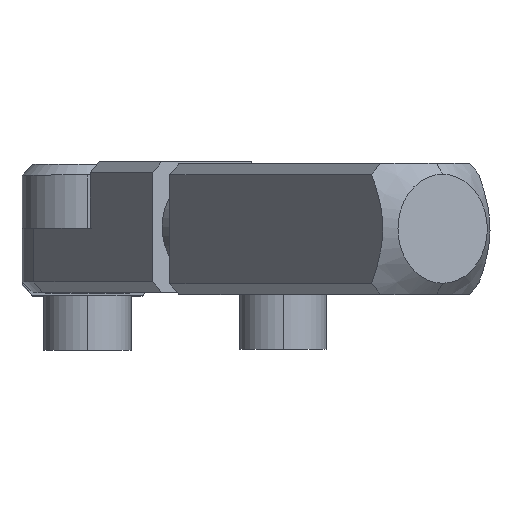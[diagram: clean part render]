
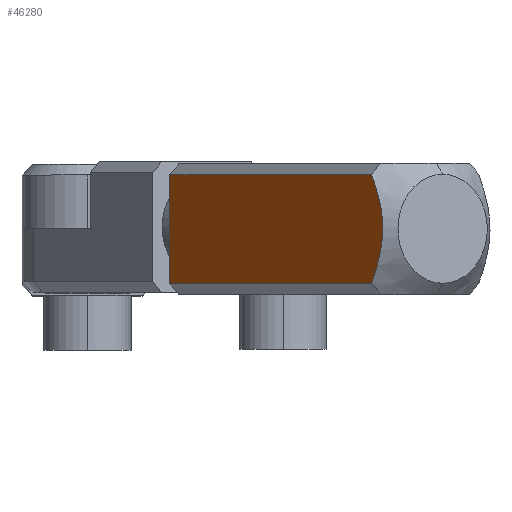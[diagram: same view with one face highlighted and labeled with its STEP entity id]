
A CAD part, top view. The second image highlights one B-rep face of the part: STEP entity #46280.
In plain terms, the highlighted face is planar.
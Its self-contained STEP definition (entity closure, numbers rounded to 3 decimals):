
#24610=CARTESIAN_POINT('',(29.909,6.,6.));
#24620=DIRECTION('',(-1.,0.,0.));
#24630=DIRECTION('',(0.,0.,1.));
#24640=AXIS2_PLACEMENT_3D('',#24610,#24620,#24630);
#24650=CONICAL_SURFACE('',#24640,10.091,0.785);
#26270=CARTESIAN_POINT('',(32.19,12.,1.));
#26280=VERTEX_POINT('',#26270);
#26310=CARTESIAN_POINT('',(17.5,12.,1.));
#26320=DIRECTION('',(-1.,0.,0.));
#26330=VECTOR('',#26320,1.);
#26340=LINE('',#26310,#26330);
#26350=CARTESIAN_POINT('',(0.,12.,1.));
#26360=VERTEX_POINT('',#26350);
#26370=EDGE_CURVE('',#26280,#26360,#26340,.T.);
#29290=CARTESIAN_POINT('',(0.,12.,11.));
#29300=VERTEX_POINT('',#29290);
#29330=CARTESIAN_POINT('',(0.,12.,11.));
#29340=DIRECTION('',(1.,0.,0.));
#29350=VECTOR('',#29340,1.);
#29360=LINE('',#29330,#29350);
#29370=CARTESIAN_POINT('',(32.19,12.,11.));
#29380=VERTEX_POINT('',#29370);
#29390=EDGE_CURVE('',#29300,#29380,#29360,.T.);
#44940=CARTESIAN_POINT('',(0.,12.,0.));
#44950=DIRECTION('',(-0.,1.,0.));
#44960=DIRECTION('',(1.,0.,0.));
#44970=AXIS2_PLACEMENT_3D('',#44940,#44950,#44960);
#44980=PLANE('',#44970);
#44990=CARTESIAN_POINT('',(0.,12.,0.));
#45000=DIRECTION('',(0.,0.,1.));
#45010=VECTOR('',#45000,1.);
#45020=LINE('',#44990,#45010);
#45030=EDGE_CURVE('',#26360,#29300,#45020,.T.);
#45040=ORIENTED_EDGE('',*,*,#45030,.T.);
#45050=ORIENTED_EDGE('',*,*,#26370,.T.);
#45060=CARTESIAN_POINT('',(32.19,12.,11.));
#45070=CARTESIAN_POINT('',(32.25,12.,10.906));
#45080=CARTESIAN_POINT('',(32.31,12.,10.811));
#45090=CARTESIAN_POINT('',(32.369,12.,10.715));
#45100=CARTESIAN_POINT('',(32.428,12.,10.62));
#45110=CARTESIAN_POINT('',(32.486,12.,10.524));
#45120=CARTESIAN_POINT('',(32.544,12.,10.427));
#45130=CARTESIAN_POINT('',(32.601,12.,10.33));
#45140=CARTESIAN_POINT('',(32.658,12.,10.233));
#45150=CARTESIAN_POINT('',(32.713,12.,10.135));
#45160=CARTESIAN_POINT('',(32.769,12.,10.037));
#45170=CARTESIAN_POINT('',(32.823,12.,9.938));
#45180=CARTESIAN_POINT('',(32.877,12.,9.839));
#45190=CARTESIAN_POINT('',(32.93,12.,9.74));
#45200=CARTESIAN_POINT('',(32.983,12.,9.64));
#45210=CARTESIAN_POINT('',(33.034,12.,9.54));
#45220=CARTESIAN_POINT('',(33.085,12.,9.44));
#45230=CARTESIAN_POINT('',(33.134,12.,9.339));
#45240=CARTESIAN_POINT('',(33.182,12.,9.237));
#45250=CARTESIAN_POINT('',(33.231,12.,9.135));
#45260=CARTESIAN_POINT('',(33.277,12.,9.033));
#45270=CARTESIAN_POINT('',(33.323,12.,8.93));
#45280=CARTESIAN_POINT('',(33.368,12.,8.828));
#45290=CARTESIAN_POINT('',(33.411,12.,8.724));
#45300=CARTESIAN_POINT('',(33.453,12.,8.62));
#45310=CARTESIAN_POINT('',(33.495,12.,8.516));
#45320=CARTESIAN_POINT('',(33.534,12.,8.411));
#45330=CARTESIAN_POINT('',(33.572,12.,8.306));
#45340=CARTESIAN_POINT('',(33.61,12.,8.201));
#45350=CARTESIAN_POINT('',(33.646,12.,8.094));
#45360=CARTESIAN_POINT('',(33.679,12.,7.988));
#45370=CARTESIAN_POINT('',(33.713,12.,7.881));
#45380=CARTESIAN_POINT('',(33.744,12.,7.774));
#45390=CARTESIAN_POINT('',(33.773,12.,7.665));
#45400=CARTESIAN_POINT('',(33.802,12.,7.557));
#45410=CARTESIAN_POINT('',(33.829,12.,7.448));
#45420=CARTESIAN_POINT('',(33.853,12.,7.338));
#45430=CARTESIAN_POINT('',(33.865,12.,7.283));
#45440=CARTESIAN_POINT('',(33.876,12.,7.228));
#45450=CARTESIAN_POINT('',(33.886,12.,7.173));
#45460=CARTESIAN_POINT('',(33.897,12.,7.117));
#45470=CARTESIAN_POINT('',(33.907,12.,7.062));
#45480=CARTESIAN_POINT('',(33.916,12.,7.006));
#45490=CARTESIAN_POINT('',(33.925,12.,6.951));
#45500=CARTESIAN_POINT('',(33.934,12.,6.895));
#45510=CARTESIAN_POINT('',(33.942,12.,6.839));
#45520=CARTESIAN_POINT('',(33.949,12.,6.783));
#45530=CARTESIAN_POINT('',(33.956,12.,6.727));
#45540=CARTESIAN_POINT('',(33.963,12.,6.671));
#45550=CARTESIAN_POINT('',(33.969,12.,6.614));
#45560=CARTESIAN_POINT('',(33.974,12.,6.558));
#45570=CARTESIAN_POINT('',(33.979,12.,6.502));
#45580=CARTESIAN_POINT('',(33.984,12.,6.446));
#45590=CARTESIAN_POINT('',(33.988,12.,
6.389));
#45600=CARTESIAN_POINT('',(33.991,12.,
6.333));
#45610=CARTESIAN_POINT('',(33.994,12.,
6.276));
#45620=CARTESIAN_POINT('',(33.996,12.,
6.22));
#45630=CARTESIAN_POINT('',(33.998,12.,
6.164));
#45640=CARTESIAN_POINT('',(33.999,12.,
6.107));
#45650=CARTESIAN_POINT('',(34.,12.,
6.051));
#45660=CARTESIAN_POINT('',(34.,12.,
5.994));
#45670=CARTESIAN_POINT('',(34.,12.,
5.938));
#45680=CARTESIAN_POINT('',(33.999,12.,5.882));
#45690=CARTESIAN_POINT('',(33.997,12.,5.825));
#45700=CARTESIAN_POINT('',(33.996,12.,5.769));
#45710=CARTESIAN_POINT('',(33.993,12.,5.713));
#45720=CARTESIAN_POINT('',(33.99,12.,5.657));
#45730=CARTESIAN_POINT('',(33.987,12.,5.601));
#45740=CARTESIAN_POINT('',(33.983,12.,5.545));
#45750=CARTESIAN_POINT('',(33.978,12.,5.489));
#45760=CARTESIAN_POINT('',(33.973,12.,5.433));
#45770=CARTESIAN_POINT('',(33.968,12.,5.377));
#45780=CARTESIAN_POINT('',(33.962,12.,5.321));
#45790=CARTESIAN_POINT('',(33.949,12.,5.21));
#45800=CARTESIAN_POINT('',(33.934,12.,5.099));
#45810=CARTESIAN_POINT('',(33.915,12.,4.989));
#45820=CARTESIAN_POINT('',(33.897,12.,4.878));
#45830=CARTESIAN_POINT('',(33.876,12.,4.768));
#45840=CARTESIAN_POINT('',(33.852,12.,4.659));
#45850=CARTESIAN_POINT('',(33.828,12.,4.549));
#45860=CARTESIAN_POINT('',(33.801,12.,4.44));
#45870=CARTESIAN_POINT('',(33.772,12.,4.331));
#45880=CARTESIAN_POINT('',(33.743,12.,4.223));
#45890=CARTESIAN_POINT('',(33.712,12.,4.115));
#45900=CARTESIAN_POINT('',(33.678,12.,4.007));
#45910=CARTESIAN_POINT('',(33.644,12.,3.9));
#45920=CARTESIAN_POINT('',(33.608,12.,3.793));
#45930=CARTESIAN_POINT('',(33.57,12.,3.687));
#45940=CARTESIAN_POINT('',(33.532,12.,3.581));
#45950=CARTESIAN_POINT('',(33.491,12.,3.476));
#45960=CARTESIAN_POINT('',(33.45,12.,3.372));
#45970=CARTESIAN_POINT('',(33.408,12.,3.267));
#45980=CARTESIAN_POINT('',(33.364,12.,3.163));
#45990=CARTESIAN_POINT('',(33.319,12.,3.061));
#46000=CARTESIAN_POINT('',(33.274,12.,2.958));
#46010=CARTESIAN_POINT('',(33.227,12.,
2.856));
#46020=CARTESIAN_POINT('',(33.179,12.,
2.755));
#46030=CARTESIAN_POINT('',(33.131,12.,
2.654));
#46040=CARTESIAN_POINT('',(33.081,12.,2.554));
#46050=CARTESIAN_POINT('',(33.031,12.,2.454));
#46060=CARTESIAN_POINT('',(32.98,12.,2.354));
#46070=CARTESIAN_POINT('',(32.928,12.,2.255));
#46080=CARTESIAN_POINT('',(32.875,12.,2.157));
#46090=CARTESIAN_POINT('',(32.822,12.,2.058));
#46100=CARTESIAN_POINT('',(32.767,12.,1.96));
#46110=CARTESIAN_POINT('',(32.712,12.,1.863));
#46120=CARTESIAN_POINT('',(32.657,12.,1.766));
#46130=CARTESIAN_POINT('',(32.6,12.,1.669));
#46140=CARTESIAN_POINT('',(32.543,12.,1.572));
#46150=CARTESIAN_POINT('',(32.486,12.,1.476));
#46160=CARTESIAN_POINT('',(32.428,12.,1.38));
#46170=CARTESIAN_POINT('',(32.369,12.,1.285));
#46180=CARTESIAN_POINT('',(32.31,12.,1.189));
#46190=CARTESIAN_POINT('',(32.25,12.,1.094));
#46200=CARTESIAN_POINT('',(32.19,12.,1.));
#46210=B_SPLINE_CURVE_WITH_KNOTS('',3,(#45060,#45070,#45080,#45090,
#45100,#45110,#45120,#45130,#45140,#45150,#45160,#45170,#45180,#45190,
#45200,#45210,#45220,#45230,#45240,#45250,#45260,#45270,#45280,#45290,
#45300,#45310,#45320,#45330,#45340,#45350,#45360,#45370,#45380,#45390,
#45400,#45410,#45420,#45430,#45440,#45450,#45460,#45470,#45480,#45490,
#45500,#45510,#45520,#45530,#45540,#45550,#45560,#45570,#45580,#45590,
#45600,#45610,#45620,#45630,#45640,#45650,#45660,#45670,#45680,#45690,
#45700,#45710,#45720,#45730,#45740,#45750,#45760,#45770,#45780,#45790,
#45800,#45810,#45820,#45830,#45840,#45850,#45860,#45870,#45880,#45890,
#45900,#45910,#45920,#45930,#45940,#45950,#45960,#45970,#45980,#45990,
#46000,#46010,#46020,#46030,#46040,#46050,#46060,#46070,#46080,#46090,
#46100,#46110,#46120,#46130,#46140,#46150,#46160,#46170,#46180,#46190,
#46200),.UNSPECIFIED.,.F.,.F.,(4,3,3,3,3,3,3,3,3,3,3,3,3,3,3,3,3,3,3,3,3
,3,3,3,3,3,3,3,3,3,3,3,3,3,3,3,3,3,4),(0.,0.336,
0.673,1.011,1.349,1.687,
2.025,2.362,2.698,3.034,
3.37,3.706,4.043,4.211,
4.381,4.55,4.719,4.889,
5.059,5.228,5.397,5.566,
5.735,5.904,6.072,6.407,
6.744,7.081,7.418,7.756,
8.094,8.431,8.767,9.103,
9.438,9.774,10.11,10.447,
10.783),.UNSPECIFIED.);
#46220=SURFACE_CURVE('',#46210,(#44980,#24650),.CURVE_3D.);
#46230=EDGE_CURVE('',#29380,#26280,#46220,.T.);
#46240=ORIENTED_EDGE('',*,*,#46230,.T.);
#46250=ORIENTED_EDGE('',*,*,#29390,.T.);
#46260=EDGE_LOOP('',(#46250,#46240,#45050,#45040));
#46270=FACE_OUTER_BOUND('',#46260,.T.);
#46280=ADVANCED_FACE('',(#46270),#44980,.T.);
